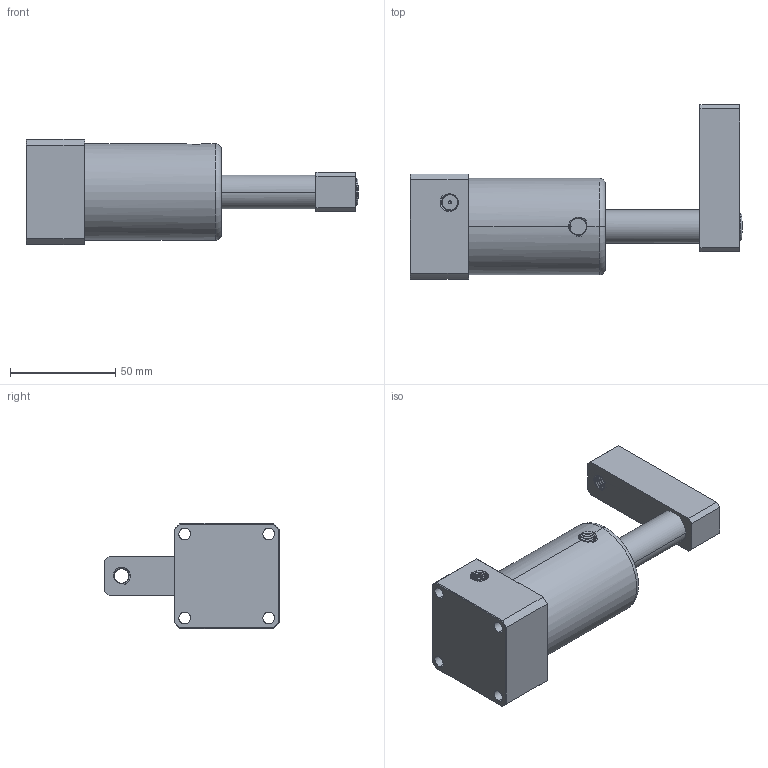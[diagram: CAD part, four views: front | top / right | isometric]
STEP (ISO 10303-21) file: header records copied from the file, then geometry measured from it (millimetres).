
FILE_DESCRIPTION (( 'STEP AP203' ), '1' );
FILE_NAME ('ASC-32S-E.STEP', '2019-05-10T01:33:57', ( 'User' ), ( 'china' ), 'SwSTEP 2.0', 'SolidWorks 2018', '' );
FILE_SCHEMA (( 'CONFIG_CONTROL_DESIGN' ));
Length unit declared in the file: millimetre
Products named in the file (5): ASC-32SYB_1; M8LC_1; ASC-32S-E; ASC-32-EBT_1; 32S-E魂
Assembly tree (4 placements, depth 2):
  ASC-32S-E
    ASC-32-EBT_1
    32S-E魂
    ASC-32SYB_1
    M8LC_1
Bounding box: 158 x 83 x 50 mm (x, y, z)
Volume: 173607.5 mm3; surface area: 46345 mm2
Topology: 4 solids, 5 shells, 329 faces, 1029 edges, 714 vertices
Faces by surface type: cylinder 181, plane 58, bspline 48, cone 40, torus 2
Entity records: 44500 total; most frequent: CARTESIAN_POINT 36212, ORIENTED_EDGE 2050, EDGE_CURVE 1025, DIRECTION 962, VERTEX_POINT 714, B_SPLINE_CURVE_WITH_KNOTS 686, EDGE_LOOP 355, AXIS2_PLACEMENT_3D 335
